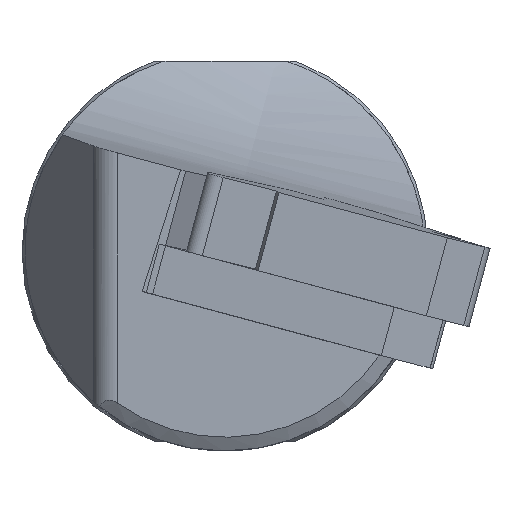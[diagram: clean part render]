
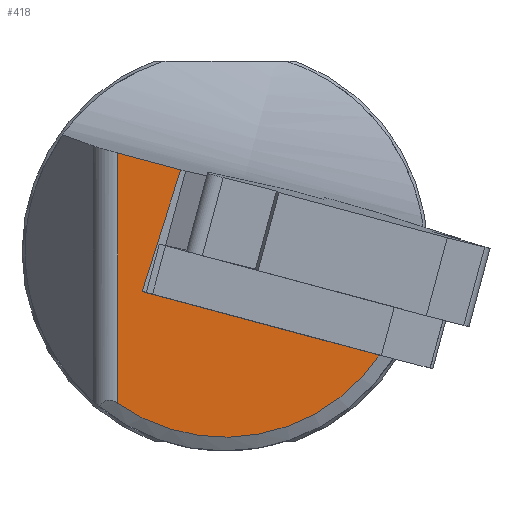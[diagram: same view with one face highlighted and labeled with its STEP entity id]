
A CAD part, left-side view. The second image highlights one B-rep face of the part: STEP entity #418.
In plain terms, the highlighted planar face has unit normal (-1, 0, 0).
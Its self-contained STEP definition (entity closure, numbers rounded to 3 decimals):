
#418=ADVANCED_FACE('',(#497),#455,.T.);
#455=PLANE('',#1251);
#497=FACE_OUTER_BOUND('',#545,.T.);
#545=EDGE_LOOP('',(#897,#898,#899,#900,#901,#902));
#576=B_SPLINE_CURVE_WITH_KNOTS('',3,(#1675,#1676,#1677,#1678),
 .UNSPECIFIED.,.F.,.F.,(4,4),(0.,1.),.UNSPECIFIED.);
#588=CIRCLE('',#1228,14.669);
#608=LINE('',#1514,#687);
#630=LINE('',#1577,#709);
#640=LINE('',#1958,#719);
#641=LINE('',#1960,#720);
#687=VECTOR('',#1289,1.);
#709=VECTOR('',#1337,1.);
#719=VECTOR('',#1401,1.);
#720=VECTOR('',#1404,1.);
#897=ORIENTED_EDGE('',*,*,#1156,.F.);
#898=ORIENTED_EDGE('',*,*,#1136,.F.);
#899=ORIENTED_EDGE('',*,*,#1155,.T.);
#900=ORIENTED_EDGE('',*,*,#1121,.T.);
#901=ORIENTED_EDGE('',*,*,#1089,.F.);
#902=ORIENTED_EDGE('',*,*,#1116,.F.);
#1010=VERTEX_POINT('',#1513);
#1011=VERTEX_POINT('',#1515);
#1027=VERTEX_POINT('',#1578);
#1030=VERTEX_POINT('',#1588);
#1040=VERTEX_POINT('',#1674);
#1041=VERTEX_POINT('',#1679);
#1089=EDGE_CURVE('',#1010,#1011,#608,.T.);
#1116=EDGE_CURVE('',#1027,#1010,#630,.T.);
#1121=EDGE_CURVE('',#1030,#1011,#588,.T.);
#1136=EDGE_CURVE('',#1040,#1041,#576,.T.);
#1155=EDGE_CURVE('',#1040,#1030,#640,.T.);
#1156=EDGE_CURVE('',#1041,#1027,#641,.T.);
#1228=AXIS2_PLACEMENT_3D('',#1587,#1349,#1350);
#1251=AXIS2_PLACEMENT_3D('',#1961,#1405,#1406);
#1289=DIRECTION('',(0.,-0.966,-0.259));
#1337=DIRECTION('',(0.,-0.966,-0.259));
#1349=DIRECTION('',(-1.,0.,0.));
#1350=DIRECTION('',(0.,0.,1.));
#1401=DIRECTION('',(0.,0.,-1.));
#1404=DIRECTION('',(0.,0.302,-0.953));
#1405=DIRECTION('',(-1.,0.,0.));
#1406=DIRECTION('',(0.,0.,1.));
#1513=CARTESIAN_POINT('',(1.376,5.978,-3.319));
#1514=CARTESIAN_POINT('',(1.376,72.089,14.396));
#1515=CARTESIAN_POINT('',(1.376,-12.175,-8.183));
#1577=CARTESIAN_POINT('',(1.376,72.089,14.396));
#1578=CARTESIAN_POINT('',(1.376,6.526,-3.172));
#1587=CARTESIAN_POINT('',(1.376,0.,0.));
#1588=CARTESIAN_POINT('',(1.376,8.465,-11.98));
#1674=CARTESIAN_POINT('',(1.376,8.465,7.756));
#1675=CARTESIAN_POINT('',(1.376,8.465,7.756));
#1676=CARTESIAN_POINT('',(1.376,6.805,7.311));
#1677=CARTESIAN_POINT('',(1.376,5.144,6.866));
#1678=CARTESIAN_POINT('',(1.376,3.483,6.421));
#1679=CARTESIAN_POINT('',(1.376,3.483,6.421));
#1958=CARTESIAN_POINT('',(1.376,8.465,343.147));
#1960=CARTESIAN_POINT('',(1.376,-95.328,317.989));
#1961=CARTESIAN_POINT('',(1.376,-16.,343.147));
